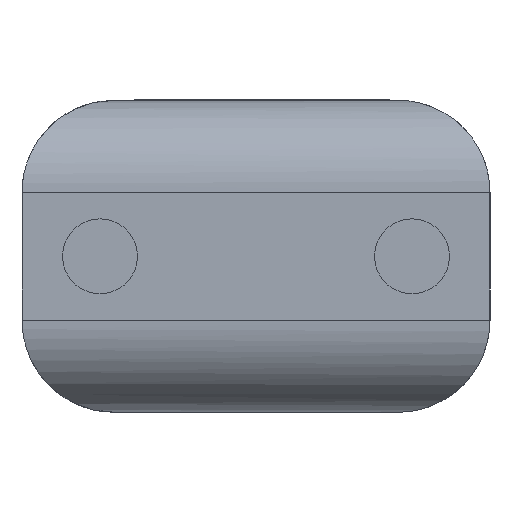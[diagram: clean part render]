
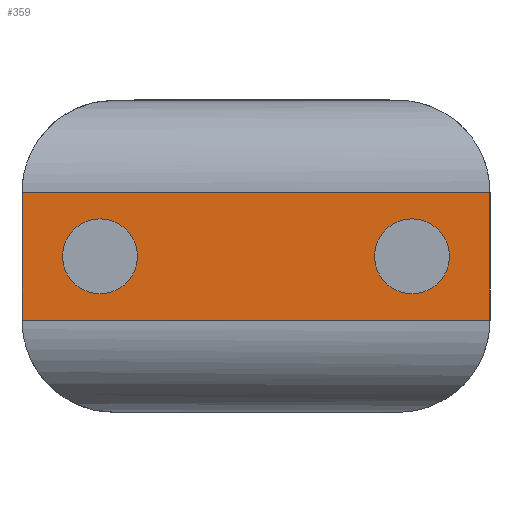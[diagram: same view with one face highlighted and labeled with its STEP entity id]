
A CAD part, front view. The second image highlights one B-rep face of the part: STEP entity #359.
In plain terms, the highlighted planar face has unit normal (0, -1, 0).
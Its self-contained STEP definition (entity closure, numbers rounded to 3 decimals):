
#9 = AXIS2_PLACEMENT_3D ( 'NONE', #3259, #1808, #2089 ) ;
#111 = VERTEX_POINT ( 'NONE', #2798 ) ;
#134 = FACE_BOUND ( 'NONE', #1028, .T. ) ;
#135 = DIRECTION ( 'NONE',  ( 0., 1., 0. ) ) ;
#205 = AXIS2_PLACEMENT_3D ( 'NONE', #2967, #1477, #1504 ) ;
#244 = EDGE_LOOP ( 'NONE', ( #2221, #3340, #274, #3106 ) ) ;
#268 = CARTESIAN_POINT ( 'NONE',  ( -3.81, 0., 2.54 ) ) ;
#273 = DIRECTION ( 'NONE',  ( -1., 0., 0. ) ) ;
#274 = ORIENTED_EDGE ( 'NONE', *, *, #3160, .T. ) ;
#313 = LINE ( 'NONE', #268, #3294 ) ;
#355 = EDGE_CURVE ( 'NONE', #2799, #111, #3107, .T. ) ;
#359 = ADVANCED_FACE ( 'NONE', ( #134, #877, #2334 ), #892, .F. ) ;
#399 = DIRECTION ( 'NONE',  ( 0., 0., -1. ) ) ;
#422 = DIRECTION ( 'NONE',  ( -1., 0., 0. ) ) ;
#877 = FACE_OUTER_BOUND ( 'NONE', #244, .T. ) ;
#892 = PLANE ( 'NONE',  #205 ) ;
#956 = AXIS2_PLACEMENT_3D ( 'NONE', #3578, #135, #422 ) ;
#988 = EDGE_CURVE ( 'NONE', #3524, #2785, #2048, .T. ) ;
#1009 = CARTESIAN_POINT ( 'NONE',  ( 0., 0., 0.75 ) ) ;
#1028 = EDGE_LOOP ( 'NONE', ( #1718, #1286 ) ) ;
#1042 = EDGE_CURVE ( 'NONE', #111, #2799, #3538, .T. ) ;
#1088 = CIRCLE ( 'NONE', #2986, 0.305 ) ;
#1130 = VERTEX_POINT ( 'NONE', #1274 ) ;
#1217 = CARTESIAN_POINT ( 'NONE',  ( 0., 0., 0.75 ) ) ;
#1220 = ORIENTED_EDGE ( 'NONE', *, *, #1810, .F. ) ;
#1265 = CARTESIAN_POINT ( 'NONE',  ( -3.48, 0., 1.27 ) ) ;
#1274 = CARTESIAN_POINT ( 'NONE',  ( -2.87, 0., 1.27 ) ) ;
#1279 = CARTESIAN_POINT ( 'NONE',  ( -3.175, 0., 1.27 ) ) ;
#1286 = ORIENTED_EDGE ( 'NONE', *, *, #355, .T. ) ;
#1477 = DIRECTION ( 'NONE',  ( 0., 1., 0. ) ) ;
#1504 = DIRECTION ( 'NONE',  ( -1., 0., 0. ) ) ;
#1552 = VECTOR ( 'NONE', #3009, 1000. ) ;
#1618 = CARTESIAN_POINT ( 'NONE',  ( -3.81, 0., 1.79 ) ) ;
#1718 = ORIENTED_EDGE ( 'NONE', *, *, #1042, .T. ) ;
#1789 = DIRECTION ( 'NONE',  ( 0., -1., 0. ) ) ;
#1808 = DIRECTION ( 'NONE',  ( 0., 1., 0. ) ) ;
#1810 = EDGE_CURVE ( 'NONE', #1130, #2258, #3053, .T. ) ;
#1830 = CARTESIAN_POINT ( 'NONE',  ( 0., 0., 2.54 ) ) ;
#1884 = DIRECTION ( 'NONE',  ( -1., 0., 0. ) ) ;
#2048 = LINE ( 'NONE', #1009, #1552 ) ;
#2073 = DIRECTION ( 'NONE',  ( -1., 0., 0. ) ) ;
#2089 = DIRECTION ( 'NONE',  ( -1., 0., 0. ) ) ;
#2125 = EDGE_LOOP ( 'NONE', ( #3617, #1220 ) ) ;
#2149 = EDGE_CURVE ( 'NONE', #2258, #1130, #1088, .T. ) ;
#2221 = ORIENTED_EDGE ( 'NONE', *, *, #2262, .F. ) ;
#2258 = VERTEX_POINT ( 'NONE', #1265 ) ;
#2262 = EDGE_CURVE ( 'NONE', #3484, #2785, #2810, .T. ) ;
#2334 = FACE_BOUND ( 'NONE', #2125, .T. ) ;
#2434 = VERTEX_POINT ( 'NONE', #1618 ) ;
#2538 = CARTESIAN_POINT ( 'NONE',  ( 0., 0., 1.79 ) ) ;
#2617 = CARTESIAN_POINT ( 'NONE',  ( -0.33, 0., 1.27 ) ) ;
#2667 = VECTOR ( 'NONE', #273, 1000. ) ;
#2693 = EDGE_CURVE ( 'NONE', #3484, #2434, #2852, .T. ) ;
#2785 = VERTEX_POINT ( 'NONE', #1217 ) ;
#2798 = CARTESIAN_POINT ( 'NONE',  ( -0.94, 0., 1.27 ) ) ;
#2799 = VERTEX_POINT ( 'NONE', #2617 ) ;
#2810 = LINE ( 'NONE', #1830, #3488 ) ;
#2852 = LINE ( 'NONE', #2904, #2667 ) ;
#2904 = CARTESIAN_POINT ( 'NONE',  ( 0., 0., 1.79 ) ) ;
#2967 = CARTESIAN_POINT ( 'NONE',  ( 0., 0., 2.54 ) ) ;
#2986 = AXIS2_PLACEMENT_3D ( 'NONE', #3237, #1789, #2073 ) ;
#3009 = DIRECTION ( 'NONE',  ( 1., 0., 0. ) ) ;
#3053 = CIRCLE ( 'NONE', #3432, 0.305 ) ;
#3100 = DIRECTION ( 'NONE',  ( 0., 0., -1. ) ) ;
#3106 = ORIENTED_EDGE ( 'NONE', *, *, #988, .T. ) ;
#3107 = CIRCLE ( 'NONE', #9, 0.305 ) ;
#3160 = EDGE_CURVE ( 'NONE', #2434, #3524, #313, .T. ) ;
#3237 = CARTESIAN_POINT ( 'NONE',  ( -3.175, 0., 1.27 ) ) ;
#3259 = CARTESIAN_POINT ( 'NONE',  ( -0.635, 0., 1.27 ) ) ;
#3294 = VECTOR ( 'NONE', #3100, 1000. ) ;
#3325 = DIRECTION ( 'NONE',  ( 0., -1., 0. ) ) ;
#3340 = ORIENTED_EDGE ( 'NONE', *, *, #2693, .T. ) ;
#3398 = CARTESIAN_POINT ( 'NONE',  ( -3.81, 0., 0.75 ) ) ;
#3432 = AXIS2_PLACEMENT_3D ( 'NONE', #1279, #3325, #1884 ) ;
#3484 = VERTEX_POINT ( 'NONE', #2538 ) ;
#3488 = VECTOR ( 'NONE', #399, 1000. ) ;
#3524 = VERTEX_POINT ( 'NONE', #3398 ) ;
#3538 = CIRCLE ( 'NONE', #956, 0.305 ) ;
#3578 = CARTESIAN_POINT ( 'NONE',  ( -0.635, 0., 1.27 ) ) ;
#3617 = ORIENTED_EDGE ( 'NONE', *, *, #2149, .F. ) ;
